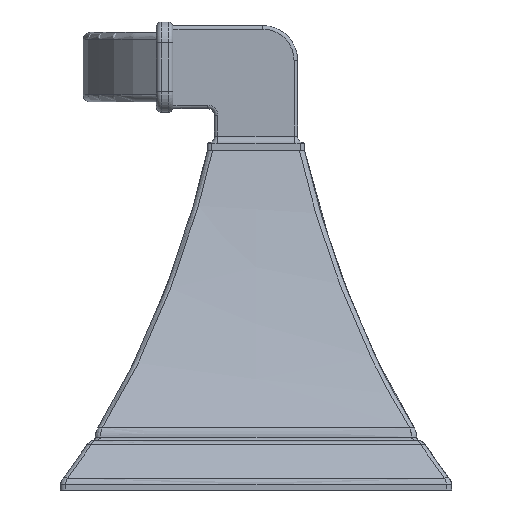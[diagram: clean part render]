
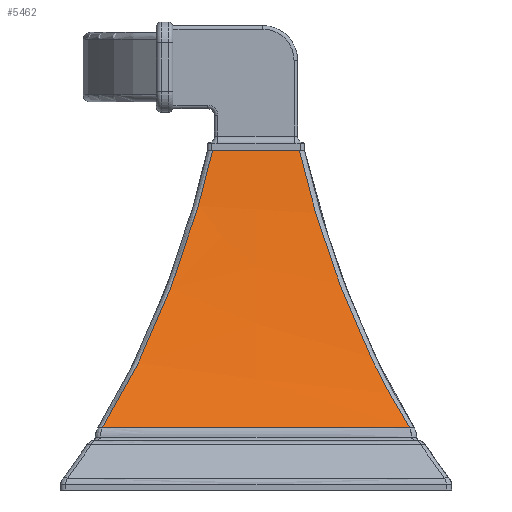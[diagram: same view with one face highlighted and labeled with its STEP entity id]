
A CAD part, left-side view. The second image highlights one B-rep face of the part: STEP entity #5462.
In plain terms, the highlighted free-form (B-spline) face has degree [3, 3] with [9, 5] control points.
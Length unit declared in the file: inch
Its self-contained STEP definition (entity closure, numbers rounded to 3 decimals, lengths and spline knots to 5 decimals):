
#68=CARTESIAN_POINT('',(-0.276,1.9,0.2467));
#84=CARTESIAN_POINT('',(-0.276,1.9,
-0.2467));
#1364=CARTESIAN_POINT('',(-0.89879,0.32277,
0.87333));
#1365=CARTESIAN_POINT('',(-0.86562,0.37623,
0.83988));
#1366=CARTESIAN_POINT('',(-0.80076,0.48679,
0.7745));
#1367=CARTESIAN_POINT('',(-0.70848,0.66284,
0.68158));
#1368=CARTESIAN_POINT('',(-0.62119,0.84969,
0.59378));
#1369=CARTESIAN_POINT('',(-0.54668,1.02726,
0.51893));
#1370=CARTESIAN_POINT('',(-0.48298,1.19404,
0.45491));
#1371=CARTESIAN_POINT('',(-0.42811,1.35064,
0.3998));
#1372=CARTESIAN_POINT('',(-0.38114,1.49717,
0.35254));
#1373=CARTESIAN_POINT('',(-0.34122,1.63449,
0.31236));
#1374=CARTESIAN_POINT('',(-0.30695,1.76499,
0.27785));
#1375=CARTESIAN_POINT('',(-0.28588,1.85493,
0.25664));
#1376=CARTESIAN_POINT('',(-0.276,1.9,
0.2467));
#1378=CARTESIAN_POINT('',(-0.89879,0.32277,
-0.87333));
#1379=CARTESIAN_POINT('',(-0.89908,0.32277,
-0.58226));
#1380=CARTESIAN_POINT('',(-0.89959,0.32257,
0.));
#1381=CARTESIAN_POINT('',(-0.89908,0.32277,
0.58226));
#1382=CARTESIAN_POINT('',(-0.89879,0.32277,
0.87333));
#1384=CARTESIAN_POINT('',(-0.89879,0.32277,
-0.87333));
#1385=CARTESIAN_POINT('',(-0.8629,0.3806,
-0.83714));
#1386=CARTESIAN_POINT('',(-0.79596,0.4955,
-0.76966));
#1387=CARTESIAN_POINT('',(-0.70804,0.66434,
-0.68114));
#1388=CARTESIAN_POINT('',(-0.63187,0.82666,
-0.60453));
#1389=CARTESIAN_POINT('',(-0.56886,0.97359,
-0.5412));
#1390=CARTESIAN_POINT('',(-0.51522,1.10875,
-0.48731));
#1391=CARTESIAN_POINT('',(-0.46967,1.23189,
-0.44155));
#1392=CARTESIAN_POINT('',(-0.43067,1.34412,
-0.40236));
#1393=CARTESIAN_POINT('',(-0.39731,1.44641,
-0.36881));
#1394=CARTESIAN_POINT('',(-0.36871,1.53985,
-0.34003));
#1395=CARTESIAN_POINT('',(-0.34418,1.62525,
-0.31534));
#1396=CARTESIAN_POINT('',(-0.32325,1.70284,
-0.29426));
#1397=CARTESIAN_POINT('',(-0.30531,1.77349,
-0.2762));
#1398=CARTESIAN_POINT('',(-0.28985,1.83805,
-0.26064));
#1399=CARTESIAN_POINT('',(-0.28044,1.87973,
-0.25117));
#1400=CARTESIAN_POINT('',(-0.276,1.9,
-0.2467));
#1402=DIRECTION('',(0.,0.,-1.));
#1403=VECTOR('',#1402,0.49339);
#1404=CARTESIAN_POINT('',(-0.276,1.9,
0.2467));
#1405=LINE('',#1404,#1403);
#2968=VERTEX_POINT('',#68);
#2971=VERTEX_POINT('',#1364);
#3011=VERTEX_POINT('',#84);
#3012=VERTEX_POINT('',#1384);
#5408=CARTESIAN_POINT('',(-0.27165,1.92006,
-0.27114));
#5409=CARTESIAN_POINT('',(-0.27165,1.92006,
-0.18076));
#5410=CARTESIAN_POINT('',(-0.27164,1.92006,
0.));
#5411=CARTESIAN_POINT('',(-0.27165,1.92006,
0.18076));
#5412=CARTESIAN_POINT('',(-0.27165,1.92006,
0.27114));
#5413=CARTESIAN_POINT('',(-0.2973,1.80059,
-0.29674));
#5414=CARTESIAN_POINT('',(-0.29731,1.80059,
-0.19783));
#5415=CARTESIAN_POINT('',(-0.29732,1.80059,
0.));
#5416=CARTESIAN_POINT('',(-0.29731,1.80059,
0.19783));
#5417=CARTESIAN_POINT('',(-0.2973,1.80059,
0.29674));
#5418=CARTESIAN_POINT('',(-0.35585,1.57021,
-0.35518));
#5419=CARTESIAN_POINT('',(-0.35613,1.57021,
-0.23685));
#5420=CARTESIAN_POINT('',(-0.3565,1.57021,
0.));
#5421=CARTESIAN_POINT('',(-0.35613,1.57021,
0.23685));
#5422=CARTESIAN_POINT('',(-0.35585,1.57021,
0.35518));
#5423=CARTESIAN_POINT('',(-0.46553,1.23485,
-0.46465));
#5424=CARTESIAN_POINT('',(-0.46629,1.23485,
-0.30994));
#5425=CARTESIAN_POINT('',(-0.4673,1.23485,
0.));
#5426=CARTESIAN_POINT('',(-0.46629,1.23485,
0.30994));
#5427=CARTESIAN_POINT('',(-0.46553,1.23485,
0.46465));
#5428=CARTESIAN_POINT('',(-0.59137,0.91206,
-0.59025));
#5429=CARTESIAN_POINT('',(-0.59176,0.91206,
-0.39359));
#5430=CARTESIAN_POINT('',(-0.5923,0.91206,
0.));
#5431=CARTESIAN_POINT('',(-0.59176,0.91206,
0.39359));
#5432=CARTESIAN_POINT('',(-0.59137,0.91206,
0.59025));
#5433=CARTESIAN_POINT('',(-0.7362,0.60154,
-0.73481));
#5434=CARTESIAN_POINT('',(-0.73607,0.60154,
-0.48985));
#5435=CARTESIAN_POINT('',(-0.7359,0.60154,
0.));
#5436=CARTESIAN_POINT('',(-0.73607,0.60154,
0.48985));
#5437=CARTESIAN_POINT('',(-0.7362,0.60154,
0.73481));
#5438=CARTESIAN_POINT('',(-0.9057,0.30171,
-0.904));
#5439=CARTESIAN_POINT('',(-0.90582,0.30171,
-0.60269));
#5440=CARTESIAN_POINT('',(-0.90599,0.30171,
0.));
#5441=CARTESIAN_POINT('',(-0.90582,0.30171,
0.60269));
#5442=CARTESIAN_POINT('',(-0.9057,0.30171,
0.904));
#5443=CARTESIAN_POINT('',(-1.0359,0.11414,
-1.03394));
#5444=CARTESIAN_POINT('',(-1.03713,0.11414,
-0.68957));
#5445=CARTESIAN_POINT('',(-1.03878,0.11414,
0.));
#5446=CARTESIAN_POINT('',(-1.03713,0.11414,
0.68957));
#5447=CARTESIAN_POINT('',(-1.0359,0.11414,
1.03394));
#5448=CARTESIAN_POINT('',(-1.10757,0.022,
-1.10548));
#5449=CARTESIAN_POINT('',(-1.10966,0.022,
-0.73745));
#5450=CARTESIAN_POINT('',(-1.11245,0.022,
0.));
#5451=CARTESIAN_POINT('',(-1.10966,0.022,
0.73745));
#5452=CARTESIAN_POINT('',(-1.10757,0.022,
1.10548));
#5453=B_SPLINE_SURFACE_WITH_KNOTS('',3,3,((#5408,#5409,#5410,#5411,#5412),
(#5413,#5414,#5415,#5416,#5417),(#5418,#5419,#5420,#5421,#5422),(#5423,#5424,
#5425,#5426,#5427),(#5428,#5429,#5430,#5431,#5432),(#5433,#5434,#5435,#5436,
#5437),(#5438,#5439,#5440,#5441,#5442),(#5443,#5444,#5445,#5446,#5447),(#5448,
#5449,#5450,#5451,#5452)),.UNSPECIFIED.,.F.,.F.,.F.,(4,1,1,1,1,1,4),(4,1,4),(
-0.00981,0.16545,0.33089,0.49634,
0.66179,0.82136,0.99007),(0.62524,
0.75,0.87476),.UNSPECIFIED.);
#5454=ORIENTED_EDGE('',*,*,#3428,.F.);
#5456=ORIENTED_EDGE('',*,*,#5455,.F.);
#5458=ORIENTED_EDGE('',*,*,#5457,.T.);
#5459=ORIENTED_EDGE('',*,*,#3335,.F.);
#5460=EDGE_LOOP('',(#5454,#5456,#5458,#5459));
#5461=FACE_OUTER_BOUND('',#5460,.F.);
#5462=ADVANCED_FACE('',(#5461),#5453,.T.);
#1377=B_SPLINE_CURVE_WITH_KNOTS('',3,(#1364,#1365,#1366,#1367,#1368,#1369,#1370,
#1371,#1372,#1373,#1374,#1375,#1376),.UNSPECIFIED.,.F.,.F.,(4,1,1,1,1,1,1,1,1,1,
4),(0.,0.1,0.2,0.3,0.4,0.5,0.6,0.7,0.8,0.9,1.),
.UNSPECIFIED.);
#1383=B_SPLINE_CURVE_WITH_KNOTS('',3,(#1378,#1379,#1380,#1381,#1382),
.UNSPECIFIED.,.F.,.F.,(4,1,4),(0.,0.5,1.),.UNSPECIFIED.);
#1401=B_SPLINE_CURVE_WITH_KNOTS('',3,(#1384,#1385,#1386,#1387,#1388,#1389,#1390,
#1391,#1392,#1393,#1394,#1395,#1396,#1397,#1398,#1399,#1400),.UNSPECIFIED.,.F.,
.F.,(4,1,1,1,1,1,1,1,1,1,1,1,1,1,4),(0.,0.07143,0.14286,
0.21429,0.28571,0.35714,0.42857,0.5,
0.57143,0.64286,0.71429,0.78571,
0.85714,0.92857,1.),.UNSPECIFIED.);
#3335=EDGE_CURVE('',#2968,#3011,#1405,.T.);
#3428=EDGE_CURVE('',#2971,#2968,#1377,.T.);
#5455=EDGE_CURVE('',#3012,#2971,#1383,.T.);
#5457=EDGE_CURVE('',#3012,#3011,#1401,.T.);
